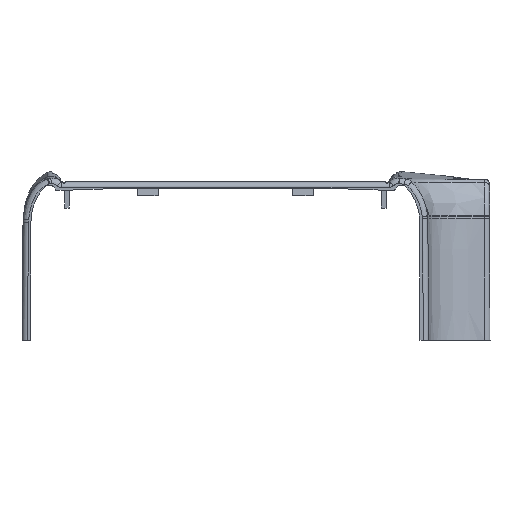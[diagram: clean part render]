
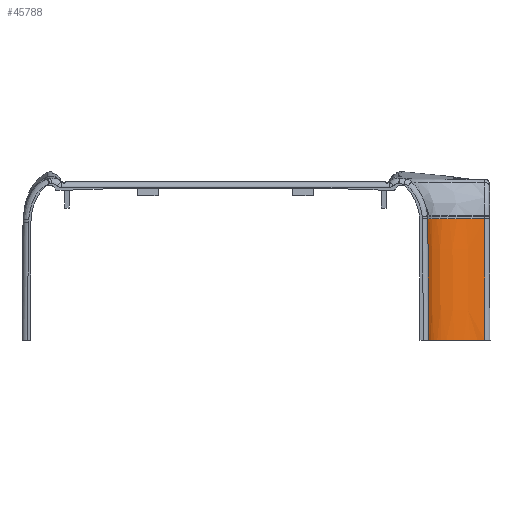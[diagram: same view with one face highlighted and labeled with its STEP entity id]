
A CAD part, front view. The second image highlights one B-rep face of the part: STEP entity #45788.
In plain terms, the highlighted conical face has half-angle 0.5 degrees and reference radius 23.809 mm.
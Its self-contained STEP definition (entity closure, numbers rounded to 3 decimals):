
#688 = CARTESIAN_POINT ( 'NONE',  ( 79.554, -94.827, 0. ) ) ;
#1952 = CARTESIAN_POINT ( 'NONE',  ( 78.66, -100.353, 0. ) ) ;
#2155 = CARTESIAN_POINT ( 'NONE',  ( 78.254, -100.275, 46.992 ) ) ;
#2543 = VERTEX_POINT ( 'NONE', #10456 ) ;
#3548 = ORIENTED_EDGE ( 'NONE', *, *, #32492, .F. ) ;
#3569 = VERTEX_POINT ( 'NONE', #2155 ) ;
#3570 = EDGE_CURVE ( 'NONE', #3569, #18670, #27467, .T. ) ;
#3980 = EDGE_CURVE ( 'NONE', #2543, #19468, #40416, .T. ) ;
#4172 = CARTESIAN_POINT ( 'NONE',  ( 87.426, -83.483, 0. ) ) ;
#4388 = CARTESIAN_POINT ( 'NONE',  ( 83.483, -87.426, 0. ) ) ;
#5580 = B_SPLINE_CURVE_WITH_KNOTS ( 'NONE', 3,
 ( #45935, #20261, #23968, #1952 ),
 .UNSPECIFIED., .F., .F.,
 ( 4, 4 ),
 ( 0., 1. ),
 .UNSPECIFIED. ) ;
#5756 = EDGE_CURVE ( 'NONE', #3569, #15064, #5580, .T. ) ;
#7015 = EDGE_CURVE ( 'NONE', #15064, #2543, #45777, .T. ) ;
#7856 = CARTESIAN_POINT ( 'NONE',  ( 89.753, -81.868, 0. ) ) ;
#9527 = CARTESIAN_POINT ( 'NONE',  ( 102., -102., 46.992 ) ) ;
#10456 = CARTESIAN_POINT ( 'NONE',  ( 85.455, -85.455, 0. ) ) ;
#11557 = CARTESIAN_POINT ( 'NONE',  ( 97.571, -78.856, 0. ) ) ;
#12581 = DIRECTION ( 'NONE',  ( 1., 0., 0. ) ) ;
#13211 = DIRECTION ( 'NONE',  ( 0.707, -0.707, 0. ) ) ;
#13295 = CARTESIAN_POINT ( 'NONE',  ( 100.322, -78.497, 18.797 ) ) ;
#15064 = VERTEX_POINT ( 'NONE', #27540 ) ;
#15285 = CARTESIAN_POINT ( 'NONE',  ( 78.66, -100.353, 0. ) ) ;
#15683 = AXIS2_PLACEMENT_3D ( 'NONE', #9527, #35244, #13211 ) ;
#16459 = CARTESIAN_POINT ( 'NONE',  ( 102., -102., 46.992 ) ) ;
#17016 = CARTESIAN_POINT ( 'NONE',  ( 100.353, -78.66, 0. ) ) ;
#17975 = CARTESIAN_POINT ( 'NONE',  ( 100.353, -78.66, 0. ) ) ;
#18670 = VERTEX_POINT ( 'NONE', #45822 ) ;
#19468 = VERTEX_POINT ( 'NONE', #17975 ) ;
#20261 = CARTESIAN_POINT ( 'NONE',  ( 78.389, -100.301, 31.328 ) ) ;
#22515 = CARTESIAN_POINT ( 'NONE',  ( 85.455, -85.455, 0. ) ) ;
#23604 = ORIENTED_EDGE ( 'NONE', *, *, #3980, .T. ) ;
#23968 = CARTESIAN_POINT ( 'NONE',  ( 78.524, -100.327, 15.664 ) ) ;
#26393 = CARTESIAN_POINT ( 'NONE',  ( 81.868, -89.753, 0. ) ) ;
#27467 = CIRCLE ( 'NONE', #15683, 23.809 ) ;
#27540 = CARTESIAN_POINT ( 'NONE',  ( 78.66, -100.353, 0. ) ) ;
#28557 = ORIENTED_EDGE ( 'NONE', *, *, #3570, .F. ) ;
#30076 = CARTESIAN_POINT ( 'NONE',  ( 85.455, -85.455, 0. ) ) ;
#30886 = ORIENTED_EDGE ( 'NONE', *, *, #5756, .T. ) ;
#31218 = AXIS2_PLACEMENT_3D ( 'NONE', #16459, #42174, #12581 ) ;
#31617 = CARTESIAN_POINT ( 'NONE',  ( 100.29, -78.335, 37.594 ) ) ;
#32190 = CONICAL_SURFACE ( 'NONE', #31218, 23.809, 0.009 ) ;
#32492 = EDGE_CURVE ( 'NONE', #18670, #19468, #46718, .T. ) ;
#33327 = FACE_OUTER_BOUND ( 'NONE', #42876, .T. ) ;
#33584 = CARTESIAN_POINT ( 'NONE',  ( 94.827, -79.554, 0. ) ) ;
#33624 = CARTESIAN_POINT ( 'NONE',  ( 78.856, -97.571, 0. ) ) ;
#35244 = DIRECTION ( 'NONE',  ( 0., 0., -1. ) ) ;
#35335 = CARTESIAN_POINT ( 'NONE',  ( 100.306, -78.416, 28.195 ) ) ;
#37283 = CARTESIAN_POINT ( 'NONE',  ( 100.353, -78.66, 0. ) ) ;
#39030 = CARTESIAN_POINT ( 'NONE',  ( 100.337, -78.578, 9.398 ) ) ;
#40416 = B_SPLINE_CURVE_WITH_KNOTS ( 'NONE', 3,
 ( #22515, #4172, #7856, #33584, #11557, #37283 ),
 .UNSPECIFIED., .F., .F.,
 ( 4, 2, 4 ),
 ( 0., 0.5, 1. ),
 .UNSPECIFIED. ) ;
#42174 = DIRECTION ( 'NONE',  ( 0., 0., 1. ) ) ;
#42876 = EDGE_LOOP ( 'NONE', ( #3548, #28557, #30886, #46759, #23604 ) ) ;
#45777 = B_SPLINE_CURVE_WITH_KNOTS ( 'NONE', 3,
 ( #15285, #33624, #688, #26393, #4388, #30076 ),
 .UNSPECIFIED., .F., .F.,
 ( 4, 2, 4 ),
 ( 0., 0.5, 1. ),
 .UNSPECIFIED. ) ;
#45788 = ADVANCED_FACE ( 'NONE', ( #33327 ), #32190, .F. ) ;
#45822 = CARTESIAN_POINT ( 'NONE',  ( 100.275, -78.254, 46.992 ) ) ;
#45935 = CARTESIAN_POINT ( 'NONE',  ( 78.254, -100.275, 46.992 ) ) ;
#46216 = CARTESIAN_POINT ( 'NONE',  ( 100.275, -78.254, 46.992 ) ) ;
#46718 = B_SPLINE_CURVE_WITH_KNOTS ( 'NONE', 5,
 ( #46216, #31617, #35335, #13295, #39030, #17016 ),
 .UNSPECIFIED., .F., .F.,
 ( 6, 6 ),
 ( 0., 1. ),
 .UNSPECIFIED. ) ;
#46759 = ORIENTED_EDGE ( 'NONE', *, *, #7015, .T. ) ;
